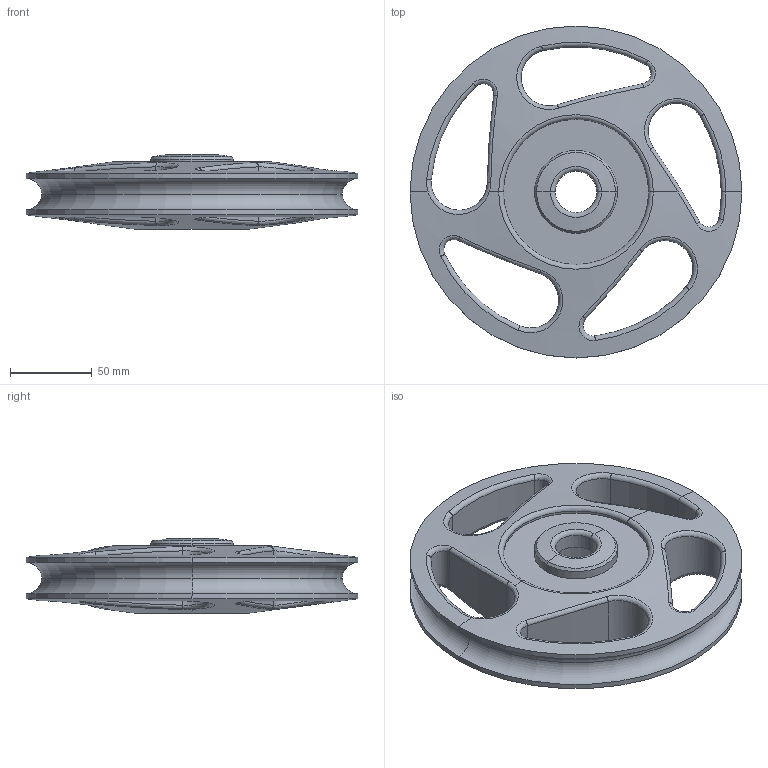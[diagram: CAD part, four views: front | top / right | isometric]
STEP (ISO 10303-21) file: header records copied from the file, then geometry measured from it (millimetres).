
FILE_DESCRIPTION (( 'STEP AP214' ), '1' );
FILE_NAME ('Part20.STEP', '2025-05-31T16:08:17', ( '' ), ( '' ), 'SwSTEP 2.0', 'SolidWorks 2023', '' );
FILE_SCHEMA (( 'AUTOMOTIVE_DESIGN' ));
Length unit declared in the file: inch
Products named in the file (1): Part20
Bounding box: 203.2 x 203.2 x 45.58 mm (x, y, z)
Volume: 548140.8 mm3; surface area: 102847.6 mm2
Topology: 1 solids, 1 shells, 126 faces, 312 edges, 184 vertices
Faces by surface type: bspline 65, cylinder 28, torus 23, cone 8, plane 2
Entity records: 11184 total; most frequent: CARTESIAN_POINT 8616, ORIENTED_EDGE 624, DIRECTION 405, EDGE_CURVE 312, VERTEX_POINT 184, AXIS2_PLACEMENT_3D 175, B_SPLINE_CURVE_WITH_KNOTS 144, EDGE_LOOP 134
